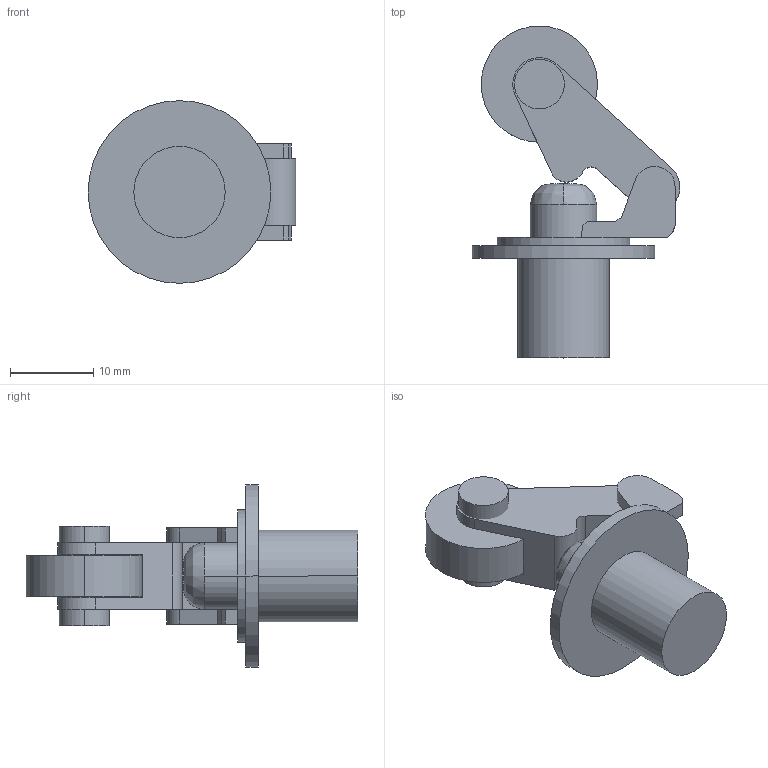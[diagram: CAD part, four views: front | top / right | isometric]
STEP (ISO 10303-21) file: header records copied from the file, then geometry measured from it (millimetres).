
FILE_DESCRIPTION((''),'2;1');
FILE_NAME('3d_KXAC1.stp','2012-10-03T07:32:49',(''),(''),'Mechanical Desktop 2011','Mechanical Desktop 2011',', , ');
FILE_SCHEMA(('CONFIG_CONTROL_DESIGN'));
Length unit declared in the file: millimetre
Products named in the file (1): Product
Bounding box: 25.01 x 39.96 x 22 mm (x, y, z)
Volume: 4559.5 mm3; surface area: 4215.1 mm2
Topology: 9 solids, 9 shells, 64 faces, 139 edges, 93 vertices
Faces by surface type: plane 42, cylinder 20, bspline 2
Entity records: 1917 total; most frequent: CARTESIAN_POINT 385, DIRECTION 312, ORIENTED_EDGE 278, EDGE_CURVE 139, AXIS2_PLACEMENT_3D 110, VERTEX_POINT 93, VECTOR 92, LINE 92
